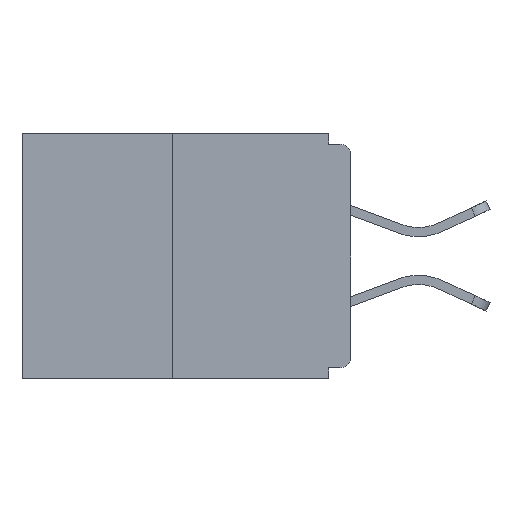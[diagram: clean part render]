
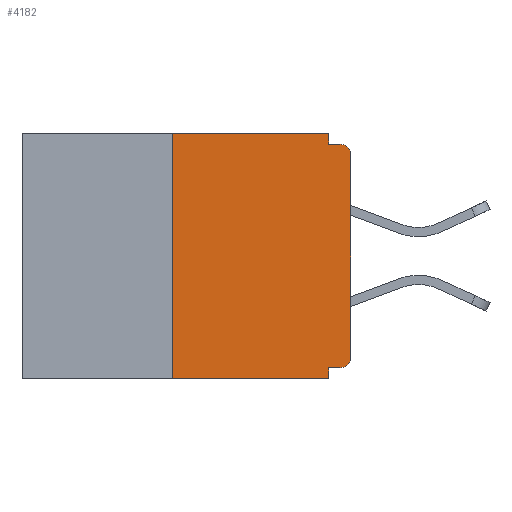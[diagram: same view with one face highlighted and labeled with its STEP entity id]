
A CAD part, left-side view. The second image highlights one B-rep face of the part: STEP entity #4182.
In plain terms, the highlighted planar face has unit normal (-1, 0, 0).
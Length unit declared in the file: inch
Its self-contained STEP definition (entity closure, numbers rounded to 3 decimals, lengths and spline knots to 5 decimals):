
#200 = CARTESIAN_POINT ( 'NONE',  ( 0., 0.031, -0.328 ) ) ;
#408 = VECTOR ( 'NONE', #1221, 39.37008 ) ;
#486 = ORIENTED_EDGE ( 'NONE', *, *, #7457, .F. ) ;
#713 = EDGE_CURVE ( 'NONE', #9178, #5015, #10933, .T. ) ;
#749 = ORIENTED_EDGE ( 'NONE', *, *, #5170, .T. ) ;
#763 = CARTESIAN_POINT ( 'NONE',  ( 0., 0.46, 0. ) ) ;
#820 = VECTOR ( 'NONE', #9280, 39.37008 ) ;
#950 = CARTESIAN_POINT ( 'NONE',  ( 0., 0.031, -0.343 ) ) ;
#1003 = VERTEX_POINT ( 'NONE', #2766 ) ;
#1060 = ORIENTED_EDGE ( 'NONE', *, *, #713, .T. ) ;
#1132 = ORIENTED_EDGE ( 'NONE', *, *, #6251, .F. ) ;
#1221 = DIRECTION ( 'NONE',  ( 0., 0., 1. ) ) ;
#2303 = EDGE_CURVE ( 'NONE', #1003, #5015, #8820, .T. ) ;
#2422 = EDGE_CURVE ( 'NONE', #6304, #7477, #5344, .T. ) ;
#2495 = ORIENTED_EDGE ( 'NONE', *, *, #9814, .T. ) ;
#2499 = CARTESIAN_POINT ( 'NONE',  ( 0., 0.015, -0.313 ) ) ;
#2766 = CARTESIAN_POINT ( 'NONE',  ( 0., 0.031, -0.015 ) ) ;
#2947 = VECTOR ( 'NONE', #6758, 39.37008 ) ;
#3233 = CARTESIAN_POINT ( 'NONE',  ( 0., 0.031, 0. ) ) ;
#3759 = LINE ( 'NONE', #6520, #820 ) ;
#3767 = LINE ( 'NONE', #4962, #9764 ) ;
#4182 = ADVANCED_FACE ( 'NONE', ( #11532 ), #5227, .F. ) ;
#4286 = DIRECTION ( 'NONE',  ( 0., -1., 0. ) ) ;
#4311 = AXIS2_PLACEMENT_3D ( 'NONE', #2499, #9650, #4359 ) ;
#4358 = DIRECTION ( 'NONE',  ( 1., 0., 0. ) ) ;
#4359 = DIRECTION ( 'NONE',  ( 0., 0., -1. ) ) ;
#4395 = LINE ( 'NONE', #6759, #5100 ) ;
#4508 = CARTESIAN_POINT ( 'NONE',  ( 0., 0.25, -0.343 ) ) ;
#4509 = CARTESIAN_POINT ( 'NONE',  ( 0., 0.031, -0.343 ) ) ;
#4657 = EDGE_CURVE ( 'NONE', #11360, #9178, #7648, .T. ) ;
#4753 = DIRECTION ( 'NONE',  ( 0., 1., 0. ) ) ;
#4962 = CARTESIAN_POINT ( 'NONE',  ( 0., 0.031, 0. ) ) ;
#5015 = VERTEX_POINT ( 'NONE', #6637 ) ;
#5091 = VECTOR ( 'NONE', #9015, 39.37008 ) ;
#5100 = VECTOR ( 'NONE', #4286, 39.37008 ) ;
#5170 = EDGE_CURVE ( 'NONE', #7134, #11360, #9591, .T. ) ;
#5227 = PLANE ( 'NONE',  #9986 ) ;
#5344 = LINE ( 'NONE', #9439, #2947 ) ;
#5528 = EDGE_LOOP ( 'NONE', ( #1132, #7270, #2495, #486, #8917, #749, #9483, #1060, #8008, #10453 ) ) ;
#5530 = CARTESIAN_POINT ( 'NONE',  ( 0., 0.25, 0. ) ) ;
#6251 = EDGE_CURVE ( 'NONE', #7477, #8349, #4395, .T. ) ;
#6304 = VERTEX_POINT ( 'NONE', #4508 ) ;
#6520 = CARTESIAN_POINT ( 'NONE',  ( 0., 0.46, -0.343 ) ) ;
#6598 = CARTESIAN_POINT ( 'NONE',  ( 0., 0., -0.03 ) ) ;
#6637 = CARTESIAN_POINT ( 'NONE',  ( 0., 0.015, -0.015 ) ) ;
#6758 = DIRECTION ( 'NONE',  ( 0., 0., 1. ) ) ;
#6759 = CARTESIAN_POINT ( 'NONE',  ( 0., 0.46, 0. ) ) ;
#7023 = CARTESIAN_POINT ( 'NONE',  ( 0., 0., -0.313 ) ) ;
#7134 = VERTEX_POINT ( 'NONE', #10154 ) ;
#7270 = ORIENTED_EDGE ( 'NONE', *, *, #2422, .F. ) ;
#7344 = AXIS2_PLACEMENT_3D ( 'NONE', #8680, #10434, #11332 ) ;
#7432 = LINE ( 'NONE', #10948, #10341 ) ;
#7457 = EDGE_CURVE ( 'NONE', #10355, #7531, #11042, .T. ) ;
#7477 = VERTEX_POINT ( 'NONE', #5530 ) ;
#7531 = VERTEX_POINT ( 'NONE', #4509 ) ;
#7648 = LINE ( 'NONE', #8390, #408 ) ;
#8008 = ORIENTED_EDGE ( 'NONE', *, *, #2303, .F. ) ;
#8117 = EDGE_CURVE ( 'NONE', #7134, #10355, #7432, .T. ) ;
#8349 = VERTEX_POINT ( 'NONE', #3233 ) ;
#8390 = CARTESIAN_POINT ( 'NONE',  ( 0., 0., 0. ) ) ;
#8648 = DIRECTION ( 'NONE',  ( 0., 0., -1. ) ) ;
#8680 = CARTESIAN_POINT ( 'NONE',  ( 0., 0.015, -0.03 ) ) ;
#8820 = LINE ( 'NONE', #8947, #10079 ) ;
#8917 = ORIENTED_EDGE ( 'NONE', *, *, #8117, .F. ) ;
#8947 = CARTESIAN_POINT ( 'NONE',  ( 0., 0., -0.015 ) ) ;
#9015 = DIRECTION ( 'NONE',  ( 0., 0., -1. ) ) ;
#9178 = VERTEX_POINT ( 'NONE', #6598 ) ;
#9280 = DIRECTION ( 'NONE',  ( 0., -1., 0. ) ) ;
#9435 = DIRECTION ( 'NONE',  ( 0., 0., -1. ) ) ;
#9439 = CARTESIAN_POINT ( 'NONE',  ( 0., 0.25, 0. ) ) ;
#9483 = ORIENTED_EDGE ( 'NONE', *, *, #4657, .T. ) ;
#9591 = CIRCLE ( 'NONE', #4311, 0.015 ) ;
#9650 = DIRECTION ( 'NONE',  ( -1., 0., 0. ) ) ;
#9666 = EDGE_CURVE ( 'NONE', #8349, #1003, #3767, .T. ) ;
#9764 = VECTOR ( 'NONE', #9435, 39.37008 ) ;
#9814 = EDGE_CURVE ( 'NONE', #6304, #7531, #3759, .T. ) ;
#9986 = AXIS2_PLACEMENT_3D ( 'NONE', #763, #4358, #8648 ) ;
#10079 = VECTOR ( 'NONE', #11486, 39.37008 ) ;
#10154 = CARTESIAN_POINT ( 'NONE',  ( 0., 0.015, -0.328 ) ) ;
#10341 = VECTOR ( 'NONE', #4753, 39.37008 ) ;
#10355 = VERTEX_POINT ( 'NONE', #200 ) ;
#10434 = DIRECTION ( 'NONE',  ( -1., 0., 0. ) ) ;
#10453 = ORIENTED_EDGE ( 'NONE', *, *, #9666, .F. ) ;
#10933 = CIRCLE ( 'NONE', #7344, 0.015 ) ;
#10948 = CARTESIAN_POINT ( 'NONE',  ( 0., 0., -0.328 ) ) ;
#11042 = LINE ( 'NONE', #950, #5091 ) ;
#11332 = DIRECTION ( 'NONE',  ( 0., 0., -1. ) ) ;
#11360 = VERTEX_POINT ( 'NONE', #7023 ) ;
#11486 = DIRECTION ( 'NONE',  ( 0., -1., 0. ) ) ;
#11532 = FACE_OUTER_BOUND ( 'NONE', #5528, .T. ) ;
